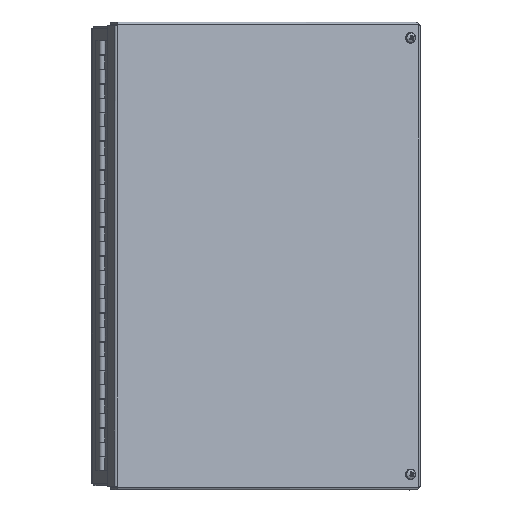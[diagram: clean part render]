
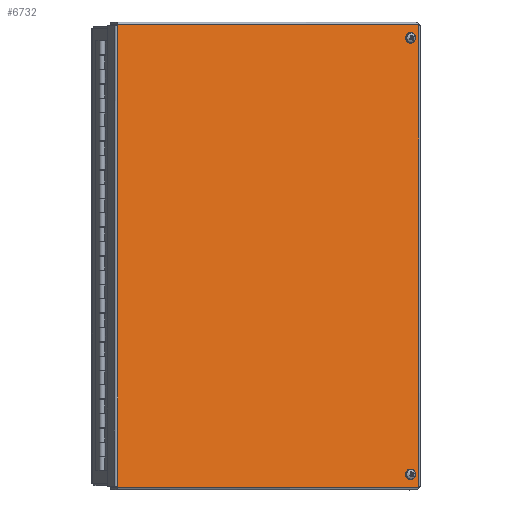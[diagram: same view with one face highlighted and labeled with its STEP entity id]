
A CAD part, top view. The second image highlights one B-rep face of the part: STEP entity #6732.
In plain terms, the highlighted face is planar.
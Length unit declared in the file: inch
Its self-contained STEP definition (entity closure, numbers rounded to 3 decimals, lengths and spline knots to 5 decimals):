
#246=PLANE($,#7155);
#515=LINE($,#9787,#1133);
#533=LINE($,#9893,#1151);
#549=LINE($,#9995,#1167);
#565=LINE($,#10096,#1183);
#1133=VECTOR($,#7933,16.1333);
#1151=VECTOR($,#7965,12.1333);
#1167=VECTOR($,#7995,16.1333);
#1183=VECTOR($,#8025,12.1333);
#1676=FACE_BOUND($,#2266,.T.);
#1677=FACE_BOUND($,#2267,.T.);
#1678=FACE_BOUND($,#2268,.T.);
#2266=EDGE_LOOP($,(#4780));
#2267=EDGE_LOOP($,(#4781));
#2268=EDGE_LOOP($,(#4782,#4783,#4784,#4785));
#2691=CIRCLE($,#7123,0.14063);
#2693=CIRCLE($,#7126,0.14063);
#2947=VERTEX_POINT($,#9767);
#2949=VERTEX_POINT($,#9772);
#2952=VERTEX_POINT($,#9778);
#2953=VERTEX_POINT($,#9786);
#2966=VERTEX_POINT($,#9885);
#2977=VERTEX_POINT($,#9987);
#3603=EDGE_CURVE($,#2947,#2947,#2691,.T.);
#3605=EDGE_CURVE($,#2949,#2949,#2693,.T.);
#3608=EDGE_CURVE($,#2953,#2952,#515,.T.);
#3630=EDGE_CURVE($,#2952,#2966,#533,.T.);
#3650=EDGE_CURVE($,#2966,#2977,#549,.T.);
#3670=EDGE_CURVE($,#2977,#2953,#565,.T.);
#4780=ORIENTED_EDGE($,*,*,#3603,.T.);
#4781=ORIENTED_EDGE($,*,*,#3605,.T.);
#4782=ORIENTED_EDGE($,*,*,#3608,.T.);
#4783=ORIENTED_EDGE($,*,*,#3630,.T.);
#4784=ORIENTED_EDGE($,*,*,#3650,.T.);
#4785=ORIENTED_EDGE($,*,*,#3670,.T.);
#6732=ADVANCED_FACE($,(#1676,#1677,#1678),#246,.T.);
#7123=AXIS2_PLACEMENT_3D($,#9768,#7922,#7923);
#7126=AXIS2_PLACEMENT_3D($,#9773,#7928,#7929);
#7155=AXIS2_PLACEMENT_3D($,#10182,#8050,#8051);
#7922=DIRECTION('center_axis',(0.,0.,-1.));
#7923=DIRECTION('ref_axis',(-1.,0.,0.));
#7928=DIRECTION('center_axis',(0.,0.,-1.));
#7929=DIRECTION('ref_axis',(-1.,0.,0.));
#7933=DIRECTION($,(0.,1.,0.));
#7965=DIRECTION($,(-1.,0.,0.));
#7995=DIRECTION($,(0.,-1.,0.));
#8025=DIRECTION($,(1.,0.,0.));
#8050=DIRECTION('center_axis',(0.,0.,1.));
#8051=DIRECTION('ref_axis',(1.,0.,0.));
#9767=CARTESIAN_POINT('',(0.57812,0.54325,0.074));
#9768=CARTESIAN_POINT('Origin',(0.4375,0.54325,0.074));
#9772=CARTESIAN_POINT('',(0.57812,15.76925,0.074));
#9773=CARTESIAN_POINT('Origin',(0.4375,15.76925,0.074));
#9778=CARTESIAN_POINT('',(12.2229,16.2229,0.074));
#9786=CARTESIAN_POINT('',(12.2229,0.0896,0.074));
#9787=CARTESIAN_POINT($,(12.2229,4.12293,0.074));
#9885=CARTESIAN_POINT('',(0.0896,16.2229,0.074));
#9893=CARTESIAN_POINT($,(9.18957,16.2229,0.074));
#9987=CARTESIAN_POINT('',(0.0896,0.0896,0.074));
#9995=CARTESIAN_POINT($,(0.0896,12.18958,0.074));
#10096=CARTESIAN_POINT($,(3.12293,0.0896,0.074));
#10182=CARTESIAN_POINT('Origin',(6.15625,8.15625,0.074));
